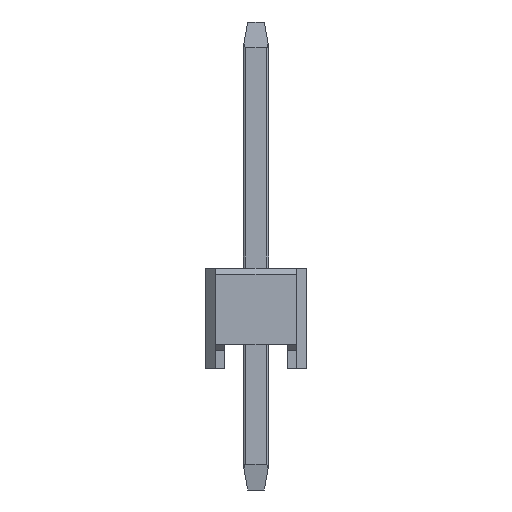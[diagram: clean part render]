
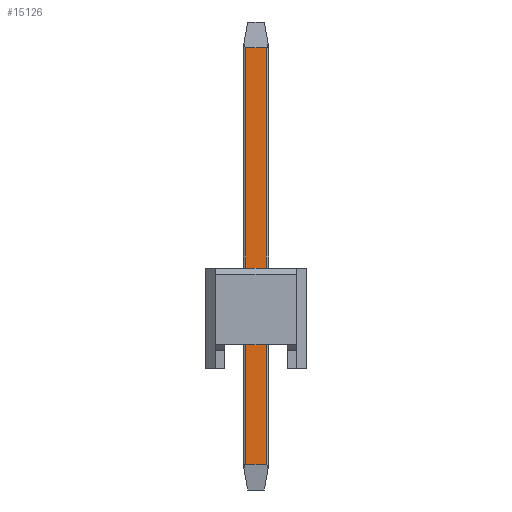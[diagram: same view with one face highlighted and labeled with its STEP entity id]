
A CAD part, left-side view. The second image highlights one B-rep face of the part: STEP entity #15126.
In plain terms, the highlighted planar face has unit normal (-1, 0, 0).
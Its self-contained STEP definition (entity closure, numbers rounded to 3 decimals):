
#626 = PLANE ( 'NONE',  #15145 ) ;
#1225 = LINE ( 'NONE', #13249, #15200 ) ;
#1717 = DIRECTION ( 'NONE',  ( 0., 1., 0. ) ) ;
#1909 = DIRECTION ( 'NONE',  ( 1., 0., 0. ) ) ;
#2311 = VERTEX_POINT ( 'NONE', #11452 ) ;
#2440 = DIRECTION ( 'NONE',  ( 0., 0., 1. ) ) ;
#2718 = DIRECTION ( 'NONE',  ( 0., -1., 0. ) ) ;
#3471 = DIRECTION ( 'NONE',  ( 0., 0., -1. ) ) ;
#3865 = CARTESIAN_POINT ( 'NONE',  ( -0.32, 0.256, 7.96 ) ) ;
#4129 = ORIENTED_EDGE ( 'NONE', *, *, #18468, .T. ) ;
#5205 = EDGE_CURVE ( 'NONE', #14084, #9730, #6530, .T. ) ;
#6530 = LINE ( 'NONE', #6636, #16477 ) ;
#6636 = CARTESIAN_POINT ( 'NONE',  ( -0.32, 0.32, 7.96 ) ) ;
#8047 = DIRECTION ( 'NONE',  ( 0., 1., 0. ) ) ;
#8270 = EDGE_LOOP ( 'NONE', ( #13655, #13084, #10221, #4129 ) ) ;
#9730 = VERTEX_POINT ( 'NONE', #3865 ) ;
#10036 = LINE ( 'NONE', #18965, #18179 ) ;
#10221 = ORIENTED_EDGE ( 'NONE', *, *, #5205, .T. ) ;
#10841 = VECTOR ( 'NONE', #3471, 1000. ) ;
#11432 = FACE_OUTER_BOUND ( 'NONE', #8270, .T. ) ;
#11452 = CARTESIAN_POINT ( 'NONE',  ( -0.32, -0.256, -2.36 ) ) ;
#12079 = CARTESIAN_POINT ( 'NONE',  ( -0.32, 0.256, -2.36 ) ) ;
#13084 = ORIENTED_EDGE ( 'NONE', *, *, #18814, .T. ) ;
#13249 = CARTESIAN_POINT ( 'NONE',  ( -0.32, 0.32, -2.36 ) ) ;
#13655 = ORIENTED_EDGE ( 'NONE', *, *, #15903, .T. ) ;
#13928 = CARTESIAN_POINT ( 'NONE',  ( -0.32, -0.256, 7.96 ) ) ;
#14084 = VERTEX_POINT ( 'NONE', #13928 ) ;
#15126 = ADVANCED_FACE ( 'NONE', ( #11432 ), #626, .F. ) ;
#15145 = AXIS2_PLACEMENT_3D ( 'NONE', #15647, #1909, #8047 ) ;
#15200 = VECTOR ( 'NONE', #2718, 1000. ) ;
#15647 = CARTESIAN_POINT ( 'NONE',  ( -0.32, 0.32, 8.6 ) ) ;
#15724 = VERTEX_POINT ( 'NONE', #12079 ) ;
#15805 = LINE ( 'NONE', #17197, #10841 ) ;
#15903 = EDGE_CURVE ( 'NONE', #15724, #2311, #1225, .T. ) ;
#16477 = VECTOR ( 'NONE', #1717, 1000. ) ;
#17197 = CARTESIAN_POINT ( 'NONE',  ( -0.32, 0.256, 8.6 ) ) ;
#18179 = VECTOR ( 'NONE', #2440, 1000. ) ;
#18468 = EDGE_CURVE ( 'NONE', #9730, #15724, #15805, .T. ) ;
#18814 = EDGE_CURVE ( 'NONE', #2311, #14084, #10036, .T. ) ;
#18965 = CARTESIAN_POINT ( 'NONE',  ( -0.32, -0.256, 8.6 ) ) ;
